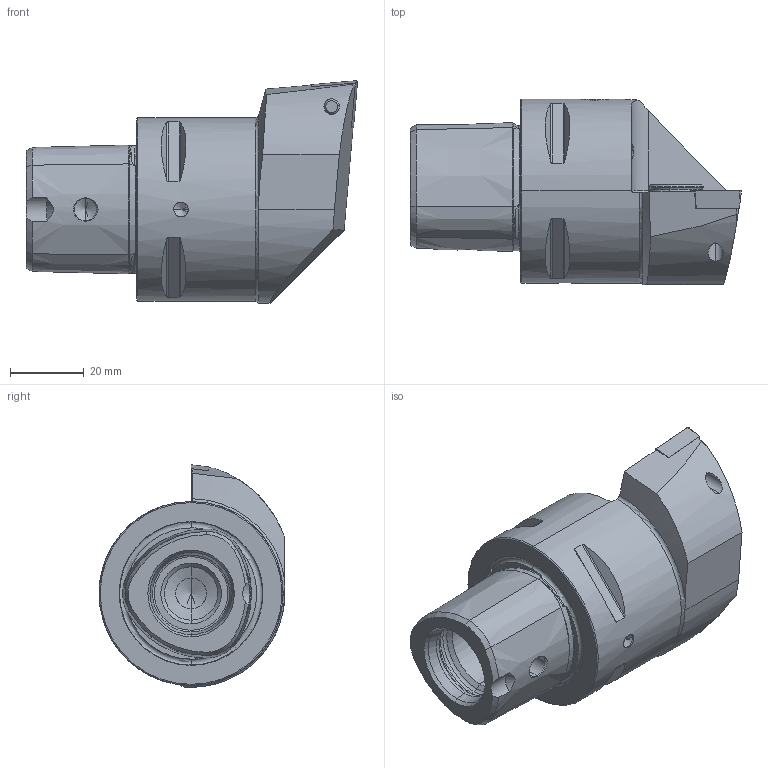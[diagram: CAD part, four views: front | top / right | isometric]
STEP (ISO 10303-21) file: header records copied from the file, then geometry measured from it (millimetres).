
FILE_DESCRIPTION (( 'STEP AP214' ), '1' );
FILE_NAME ('PS5.KCC.LLA.060-HP.STEP', '2020-09-11T11:28:06', ( '' ), ( '' ), 'SwSTEP 2.0', 'SolidWorks 2017', '' );
FILE_SCHEMA (( 'AUTOMOTIVE_DESIGN' ));
Length unit declared in the file: millimetre
Products named in the file (10): WCC-ER2.001.010_A; DIN 7991 - M5x15; CHP-ER1.008.014_A; CHP-ER1.015.006_A; PS5.KCC.LLA.060-HP; CCMT120404; PS5-KCC.LLA.060-HP_A; ISO 8752 2x8; CHP-ER1.015.006; DIN 3771 - 13x1
Assembly tree (9 placements, depth 3):
  PS5.KCC.LLA.060-HP
    PS5-KCC.LLA.060-HP_A
    ISO 8752 2x8
    CHP-ER1.015.006
      CHP-ER1.015.006_A
      DIN 3771 - 13x1
      DIN 7991 - M5x15
    CHP-ER1.008.014_A
    CCMT120404
    WCC-ER2.001.010_A
Bounding box: 90 x 50.5 x 60.5 mm (x, y, z)
Volume: 103358.4 mm3; surface area: 22748 mm2
Topology: 8 solids, 8 shells, 376 faces, 894 edges, 522 vertices
Faces by surface type: cone 121, cylinder 102, plane 88, torus 53, bspline 12
Entity records: 12356 total; most frequent: CARTESIAN_POINT 3442, DIRECTION 1796, ORIENTED_EDGE 1732, EDGE_CURVE 866, AXIS2_PLACEMENT_3D 729, VERTEX_POINT 522, EDGE_LOOP 408, FACE_OUTER_BOUND 376
